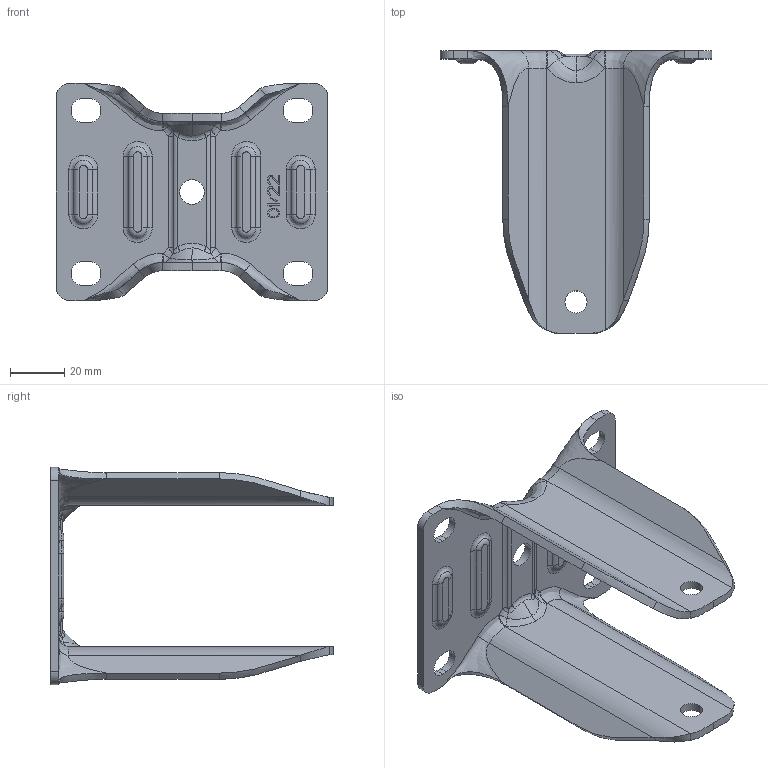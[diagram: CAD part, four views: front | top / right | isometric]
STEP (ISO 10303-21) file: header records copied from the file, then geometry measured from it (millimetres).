
FILE_DESCRIPTION (( 'STEP AP214' ), '1' );
FILE_NAME ('0055268.step', '2025-09-10T07:48:12', ( '' ), ( '' ), 'SwSTEP 2.0', 'SolidWorks 2020', '' );
FILE_SCHEMA (( 'AUTOMOTIVE_DESIGN' ));
Length unit declared in the file: millimetre
Products named in the file (1): 0055268
Bounding box: 100 x 104 x 80 mm (x, y, z)
Volume: 51507 mm3; surface area: 36880.9 mm2
Topology: 1 solids, 1 shells, 375 faces, 943 edges, 578 vertices
Faces by surface type: plane 165, bspline 108, cylinder 86, cone 8, torus 8
Entity records: 25464 total; most frequent: CARTESIAN_POINT 13192, ORIENTED_EDGE 1874, DIRECTION 1377, EDGE_CURVE 937, VERTEX_POINT 578, VECTOR 533, LINE 533, AXIS2_PLACEMENT_3D 422
